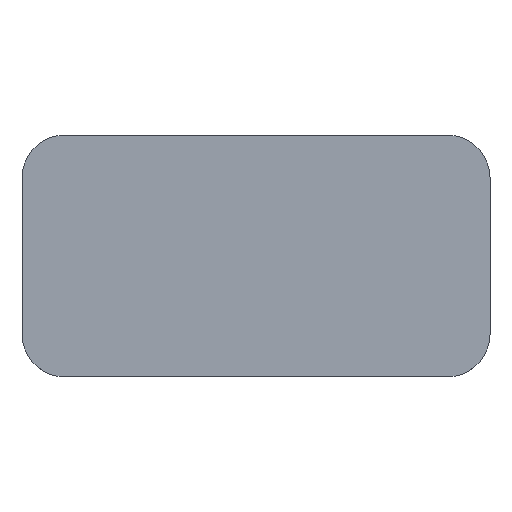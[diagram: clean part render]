
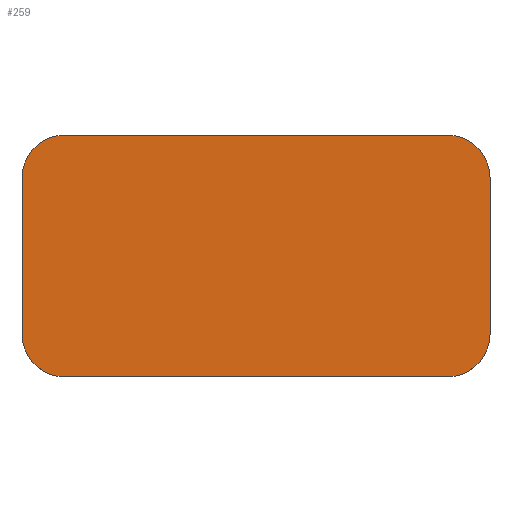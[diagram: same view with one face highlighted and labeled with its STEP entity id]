
A CAD part, top view. The second image highlights one B-rep face of the part: STEP entity #259.
In plain terms, the highlighted planar face has unit normal (0, 0, 1).
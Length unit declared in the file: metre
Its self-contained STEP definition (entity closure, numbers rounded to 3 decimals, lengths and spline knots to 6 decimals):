
#16=CIRCLE('',#288,0.014);
#17=CIRCLE('',#289,0.014);
#18=CIRCLE('',#290,0.014);
#19=CIRCLE('',#291,0.014);
#44=ORIENTED_EDGE('',*,*,#106,.F.);
#45=ORIENTED_EDGE('',*,*,#116,.T.);
#46=ORIENTED_EDGE('',*,*,#108,.T.);
#47=ORIENTED_EDGE('',*,*,#117,.T.);
#48=ORIENTED_EDGE('',*,*,#112,.T.);
#49=ORIENTED_EDGE('',*,*,#118,.T.);
#50=ORIENTED_EDGE('',*,*,#98,.F.);
#51=ORIENTED_EDGE('',*,*,#119,.T.);
#98=EDGE_CURVE('',#134,#135,#158,.T.);
#106=EDGE_CURVE('',#142,#143,#166,.T.);
#108=EDGE_CURVE('',#144,#145,#168,.T.);
#112=EDGE_CURVE('',#148,#149,#172,.T.);
#116=EDGE_CURVE('',#142,#144,#16,.T.);
#117=EDGE_CURVE('',#145,#148,#17,.T.);
#118=EDGE_CURVE('',#149,#135,#18,.T.);
#119=EDGE_CURVE('',#134,#143,#19,.T.);
#134=VERTEX_POINT('',#388);
#135=VERTEX_POINT('',#390);
#142=VERTEX_POINT('',#405);
#143=VERTEX_POINT('',#407);
#144=VERTEX_POINT('',#411);
#145=VERTEX_POINT('',#412);
#148=VERTEX_POINT('',#420);
#149=VERTEX_POINT('',#421);
#158=LINE('',#389,#186);
#166=LINE('',#406,#194);
#168=LINE('',#410,#196);
#172=LINE('',#419,#200);
#186=VECTOR('',#312,1.);
#194=VECTOR('',#322,1.);
#196=VECTOR('',#326,1.);
#200=VECTOR('',#332,1.);
#217=EDGE_LOOP('',(#44,#45,#46,#47,#48,#49,#50,#51));
#233=FACE_BOUND('',#217,.T.);
#248=PLANE('',#287);
#259=ADVANCED_FACE('',(#233),#248,.T.);
#287=AXIS2_PLACEMENT_3D('',#427,#336,#337);
#288=AXIS2_PLACEMENT_3D('',#428,#338,#339);
#289=AXIS2_PLACEMENT_3D('',#429,#340,#341);
#290=AXIS2_PLACEMENT_3D('',#430,#342,#343);
#291=AXIS2_PLACEMENT_3D('',#431,#344,#345);
#312=DIRECTION('',(0.,-1.,0.));
#322=DIRECTION('',(1.,0.,0.));
#326=DIRECTION('',(0.,-1.,0.));
#332=DIRECTION('',(1.,0.,0.));
#336=DIRECTION('',(0.,0.,1.));
#337=DIRECTION('',(1.,0.,0.));
#338=DIRECTION('',(0.,0.,1.));
#339=DIRECTION('',(1.,0.,0.));
#340=DIRECTION('',(0.,0.,1.));
#341=DIRECTION('',(1.,0.,0.));
#342=DIRECTION('',(0.,0.,1.));
#343=DIRECTION('',(1.,0.,0.));
#344=DIRECTION('',(0.,0.,1.));
#345=DIRECTION('',(1.,0.,0.));
#388=CARTESIAN_POINT('',(0.0775,0.026,0.013));
#389=CARTESIAN_POINT('',(0.0775,0.,0.013));
#390=CARTESIAN_POINT('',(0.0775,-0.026,0.013));
#405=CARTESIAN_POINT('',(-0.0635,0.04,0.013));
#406=CARTESIAN_POINT('',(0.,0.04,0.013));
#407=CARTESIAN_POINT('',(0.0635,0.04,0.013));
#410=CARTESIAN_POINT('',(-0.0775,0.,0.013));
#411=CARTESIAN_POINT('',(-0.0775,0.026,0.013));
#412=CARTESIAN_POINT('',(-0.0775,-0.026,0.013));
#419=CARTESIAN_POINT('',(0.,-0.04,0.013));
#420=CARTESIAN_POINT('',(-0.0635,-0.04,0.013));
#421=CARTESIAN_POINT('',(0.0635,-0.04,0.013));
#427=CARTESIAN_POINT('',(0.,0.,0.013));
#428=CARTESIAN_POINT('',(-0.0635,0.026,0.013));
#429=CARTESIAN_POINT('',(-0.0635,-0.026,0.013));
#430=CARTESIAN_POINT('',(0.0635,-0.026,0.013));
#431=CARTESIAN_POINT('',(0.0635,0.026,0.013));
